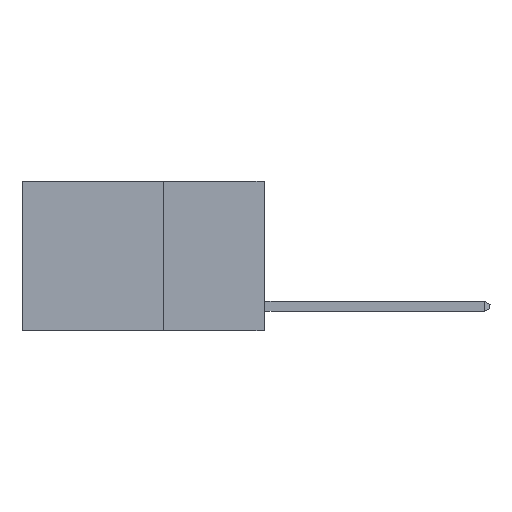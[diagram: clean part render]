
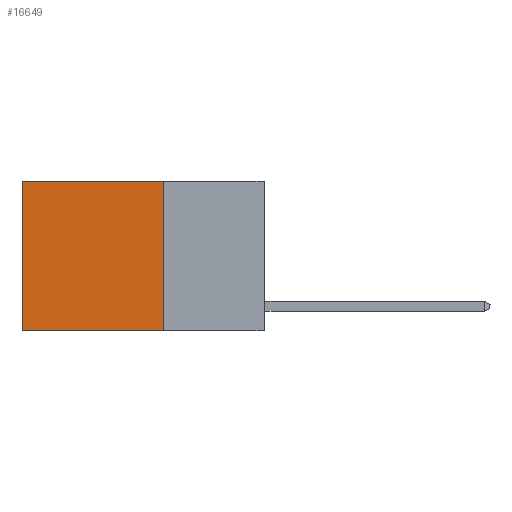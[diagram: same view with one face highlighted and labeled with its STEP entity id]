
A CAD part, left-side view. The second image highlights one B-rep face of the part: STEP entity #16649.
In plain terms, the highlighted planar face has unit normal (-1, 0, 0).
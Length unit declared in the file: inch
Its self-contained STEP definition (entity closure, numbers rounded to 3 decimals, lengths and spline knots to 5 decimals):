
#342 = DIRECTION ( 'NONE',  ( 0., 1., 0. ) ) ;
#869 = VECTOR ( 'NONE', #21703, 39.37008 ) ;
#1576 = CARTESIAN_POINT ( 'NONE',  ( 0.2625, 0.6, 0. ) ) ;
#1708 = FACE_OUTER_BOUND ( 'NONE', #9591, .T. ) ;
#2053 = DIRECTION ( 'NONE',  ( 0., 1., 0. ) ) ;
#2085 = EDGE_CURVE ( 'NONE', #6889, #9715, #5207, .T. ) ;
#3326 = VERTEX_POINT ( 'NONE', #11296 ) ;
#3923 = VECTOR ( 'NONE', #2053, 39.37008 ) ;
#4304 = EDGE_CURVE ( 'NONE', #6889, #3326, #22479, .T. ) ;
#4397 = LINE ( 'NONE', #9308, #869 ) ;
#4500 = AXIS2_PLACEMENT_3D ( 'NONE', #13793, #7676, #5228 ) ;
#4545 = LINE ( 'NONE', #24604, #3923 ) ;
#5207 = LINE ( 'NONE', #14810, #26399 ) ;
#5228 = DIRECTION ( 'NONE',  ( 0., 0., -1. ) ) ;
#6013 = CARTESIAN_POINT ( 'NONE',  ( 0.2625, 0.25, 0. ) ) ;
#6889 = VERTEX_POINT ( 'NONE', #6013 ) ;
#7508 = PLANE ( 'NONE',  #4500 ) ;
#7676 = DIRECTION ( 'NONE',  ( 1., 0., 0. ) ) ;
#8055 = CARTESIAN_POINT ( 'NONE',  ( 0.2625, 0.6, -0.37 ) ) ;
#8780 = VERTEX_POINT ( 'NONE', #8055 ) ;
#9308 = CARTESIAN_POINT ( 'NONE',  ( 0.2625, 0.6, 0. ) ) ;
#9591 = EDGE_LOOP ( 'NONE', ( #10956, #20856, #10777, #25036 ) ) ;
#9715 = VERTEX_POINT ( 'NONE', #1576 ) ;
#10777 = ORIENTED_EDGE ( 'NONE', *, *, #4304, .F. ) ;
#10956 = ORIENTED_EDGE ( 'NONE', *, *, #23357, .T. ) ;
#11296 = CARTESIAN_POINT ( 'NONE',  ( 0.2625, 0.25, -0.37 ) ) ;
#12399 = EDGE_CURVE ( 'NONE', #3326, #8780, #4545, .T. ) ;
#13793 = CARTESIAN_POINT ( 'NONE',  ( 0.2625, 0.25, 0. ) ) ;
#13922 = CARTESIAN_POINT ( 'NONE',  ( 0.2625, 0.25, 0. ) ) ;
#14810 = CARTESIAN_POINT ( 'NONE',  ( 0.2625, 0.25, 0. ) ) ;
#14833 = DIRECTION ( 'NONE',  ( 0., 0., -1. ) ) ;
#16649 = ADVANCED_FACE ( 'NONE', ( #1708 ), #7508, .F. ) ;
#20856 = ORIENTED_EDGE ( 'NONE', *, *, #12399, .F. ) ;
#21703 = DIRECTION ( 'NONE',  ( 0., 0., -1. ) ) ;
#22479 = LINE ( 'NONE', #13922, #25695 ) ;
#23357 = EDGE_CURVE ( 'NONE', #9715, #8780, #4397, .T. ) ;
#24604 = CARTESIAN_POINT ( 'NONE',  ( 0.2625, 0.25, -0.37 ) ) ;
#25036 = ORIENTED_EDGE ( 'NONE', *, *, #2085, .T. ) ;
#25695 = VECTOR ( 'NONE', #14833, 39.37008 ) ;
#26399 = VECTOR ( 'NONE', #342, 39.37008 ) ;
